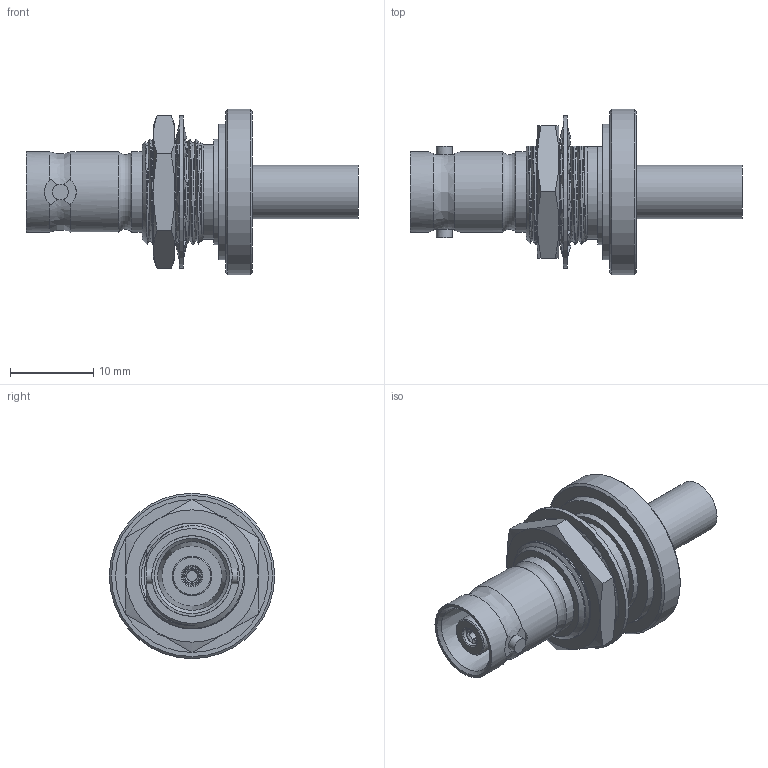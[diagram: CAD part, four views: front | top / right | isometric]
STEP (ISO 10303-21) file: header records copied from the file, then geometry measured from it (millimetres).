
FILE_DESCRIPTION (( 'STEP AP203' ), '1' );
FILE_NAME ('PE44108_3D.step', '2021-12-22T16:31:15', ( '' ), ( '' ), 'SwSTEP 2.0', 'SolidWorks 2021', '' );
FILE_SCHEMA (( 'CONFIG_CONTROL_DESIGN' ));
Length unit declared in the file: inch
Products named in the file (1): PE44108_3D
Bounding box: 39.85 x 19.85 x 19.85 mm (x, y, z)
Volume: 3302.3 mm3; surface area: 4156.3 mm2
Topology: 5 solids, 5 shells, 210 faces, 587 edges, 397 vertices
Faces by surface type: bspline 76, plane 57, cylinder 45, cone 31, torus 1
Full cylindrical faces by diameter (mm): 1.295 x1, 1.918 x2, 2.159 x1, 2.337 x1, 3.2 x1, 4.5 x1, 4.724 x1, 5.4 x1, 6.4 x1, 7.239 x1, 9.652 x3, 12.7 x1, 13.04 x1, 16.309 x1, 16.671 x1, 18.339 x1, 19.845 x1
Entity records: 21529 total; most frequent: CARTESIAN_POINT 17026, ORIENTED_EDGE 1098, DIRECTION 632, EDGE_CURVE 549, VERTEX_POINT 387, AXIS2_PLACEMENT_3D 269, B_SPLINE_CURVE_WITH_KNOTS 259, EDGE_LOOP 256
